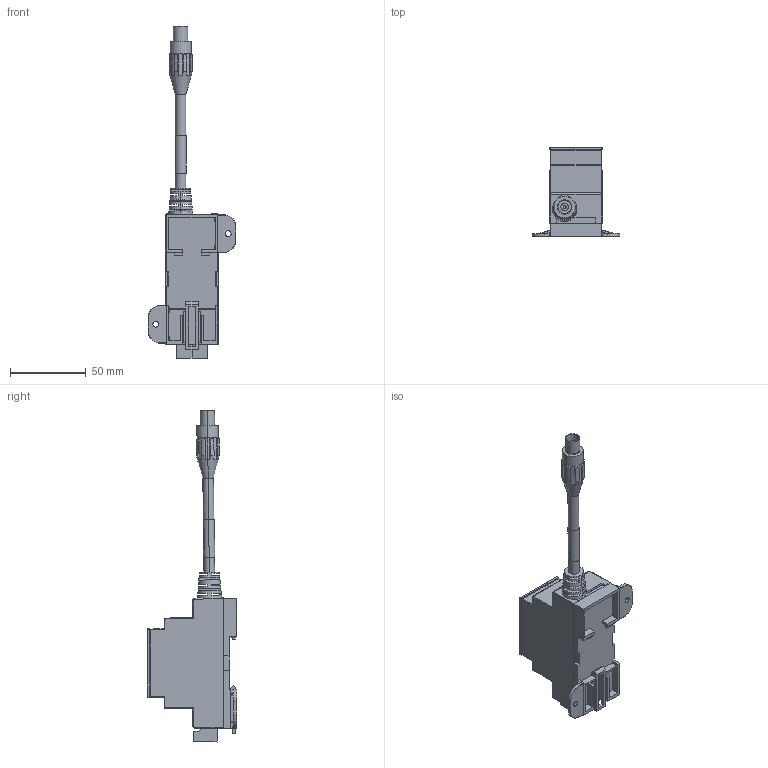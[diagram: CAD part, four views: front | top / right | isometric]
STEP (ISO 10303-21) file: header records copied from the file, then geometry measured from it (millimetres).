
FILE_DESCRIPTION (( 'STEP AP214' ), '1' );
FILE_NAME ('RCTi - ASSY.STEP', '2023-11-07T18:36:11', ( '' ), ( '' ), 'SwSTEP 2.0', 'SolidWorks 2021', '' );
FILE_SCHEMA (( 'AUTOMOTIVE_DESIGN' ));
Length unit declared in the file: millimetre
Products named in the file (12): RCTi - BASE; RCTi - ASSY; RCTi - COVER; CABLE - 9092; BNC CONNECTOR; RCTi - DIN RAIL CLIP; RCTi - ID LABEL; TERMINAL 2 WAY; RCTi - PERSPEX COVER; RCT - FOOT; CABLE BUNG; OUTPUT LABEL_RCTi
Assembly tree (13 placements, depth 2):
  RCTi - ASSY
    RCTi - BASE
    RCTi - COVER
    RCTi - DIN RAIL CLIP
    RCT - FOOT  x2
    RCTi - PERSPEX COVER
    OUTPUT LABEL_RCTi
    TERMINAL 2 WAY  x2
    RCTi - ID LABEL
    CABLE BUNG
    CABLE - 9092
    BNC CONNECTOR
Bounding box: 57.85 x 58.9 x 218.89 mm (x, y, z)
Volume: 49381 mm3; surface area: 53255.7 mm2
Topology: 14 solids, 14 shells, 942 faces, 2441 edges, 1576 vertices
Faces by surface type: plane 505, bspline 217, cylinder 196, sphere 14, cone 6, torus 4
Entity records: 38526 total; most frequent: CARTESIAN_POINT 17679, ORIENTED_EDGE 4446, DIRECTION 3274, EDGE_CURVE 2223, VERTEX_POINT 1448, LINE 1400, VECTOR 1400, AXIS2_PLACEMENT_3D 937
